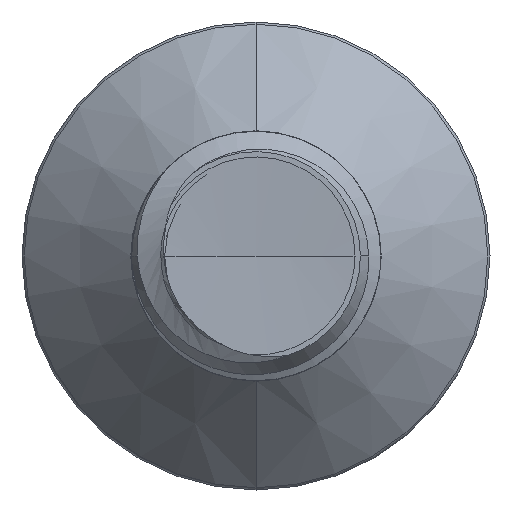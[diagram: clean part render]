
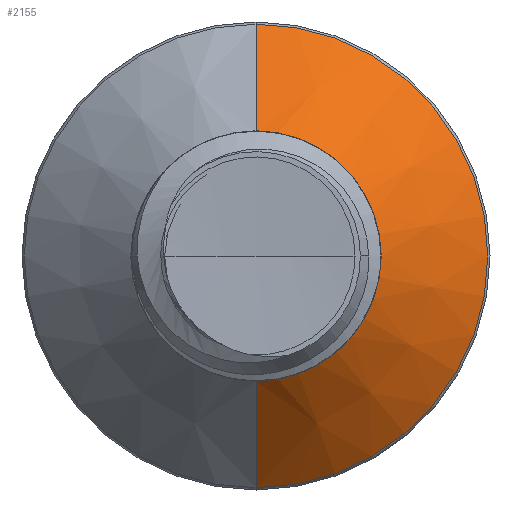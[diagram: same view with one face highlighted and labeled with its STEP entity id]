
A CAD part, front view. The second image highlights one B-rep face of the part: STEP entity #2155.
In plain terms, the highlighted conical face has half-angle 45 degrees and reference radius 0.803 mm.
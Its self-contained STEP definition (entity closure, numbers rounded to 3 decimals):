
#128 = EDGE_CURVE ( 'NONE', #15544, #701, #4092, .T. ) ;
#701 = VERTEX_POINT ( 'NONE', #14616 ) ;
#820 = VERTEX_POINT ( 'NONE', #13031 ) ;
#1422 = EDGE_CURVE ( 'NONE', #701, #820, #7459, .T. ) ;
#1790 = AXIS2_PLACEMENT_3D ( 'NONE', #16454, #5806, #18235 ) ;
#2155 = ADVANCED_FACE ( 'NONE', ( #14703 ), #4064, .T. ) ;
#2669 = EDGE_CURVE ( 'NONE', #4182, #820, #7183, .T. ) ;
#3015 = CARTESIAN_POINT ( 'NONE',  ( 0., 4.637, 0.803 ) ) ;
#3033 = CARTESIAN_POINT ( 'NONE',  ( 0., 4.637, -0.803 ) ) ;
#3516 = VECTOR ( 'NONE', #14849, 1000. ) ;
#3878 = EDGE_CURVE ( 'NONE', #15544, #4182, #10527, .T. ) ;
#4064 = CONICAL_SURFACE ( 'NONE', #22165, 0.803, 0.785 ) ;
#4092 = LINE ( 'NONE', #18832, #13063 ) ;
#4133 = CARTESIAN_POINT ( 'NONE',  ( 0., 4.637, -0.803 ) ) ;
#4182 = VERTEX_POINT ( 'NONE', #3033 ) ;
#5806 = DIRECTION ( 'NONE',  ( 0., 1., 0. ) ) ;
#7183 = LINE ( 'NONE', #4133, #3516 ) ;
#7229 = DIRECTION ( 'NONE',  ( 0., 0., 1. ) ) ;
#7243 = DIRECTION ( 'NONE',  ( 0., 1., 0. ) ) ;
#7459 = CIRCLE ( 'NONE', #16774, 1.486 ) ;
#8121 = ORIENTED_EDGE ( 'NONE', *, *, #1422, .F. ) ;
#10527 = CIRCLE ( 'NONE', #1790, 0.803 ) ;
#12544 = DIRECTION ( 'NONE',  ( 0., 1., 0. ) ) ;
#12854 = ORIENTED_EDGE ( 'NONE', *, *, #128, .F. ) ;
#13031 = CARTESIAN_POINT ( 'NONE',  ( 0., 5.32, -1.486 ) ) ;
#13063 = VECTOR ( 'NONE', #20158, 1000. ) ;
#14616 = CARTESIAN_POINT ( 'NONE',  ( 0., 5.32, 1.486 ) ) ;
#14703 = FACE_OUTER_BOUND ( 'NONE', #17536, .T. ) ;
#14849 = DIRECTION ( 'NONE',  ( 0., 0.707, -0.707 ) ) ;
#15544 = VERTEX_POINT ( 'NONE', #3015 ) ;
#16454 = CARTESIAN_POINT ( 'NONE',  ( 0., 4.637, 0. ) ) ;
#16774 = AXIS2_PLACEMENT_3D ( 'NONE', #17880, #7243, #19620 ) ;
#17006 = ORIENTED_EDGE ( 'NONE', *, *, #3878, .T. ) ;
#17536 = EDGE_LOOP ( 'NONE', ( #17006, #21611, #8121, #12854 ) ) ;
#17880 = CARTESIAN_POINT ( 'NONE',  ( 0., 5.32, 0. ) ) ;
#18235 = DIRECTION ( 'NONE',  ( 0., 0., 1. ) ) ;
#18832 = CARTESIAN_POINT ( 'NONE',  ( 0., 4.637, 0.803 ) ) ;
#19620 = DIRECTION ( 'NONE',  ( 0., 0., 1. ) ) ;
#20158 = DIRECTION ( 'NONE',  ( 0., 0.707, 0.707 ) ) ;
#21611 = ORIENTED_EDGE ( 'NONE', *, *, #2669, .T. ) ;
#22165 = AXIS2_PLACEMENT_3D ( 'NONE', #22965, #12544, #7229 ) ;
#22965 = CARTESIAN_POINT ( 'NONE',  ( 0., 4.637, 0. ) ) ;
